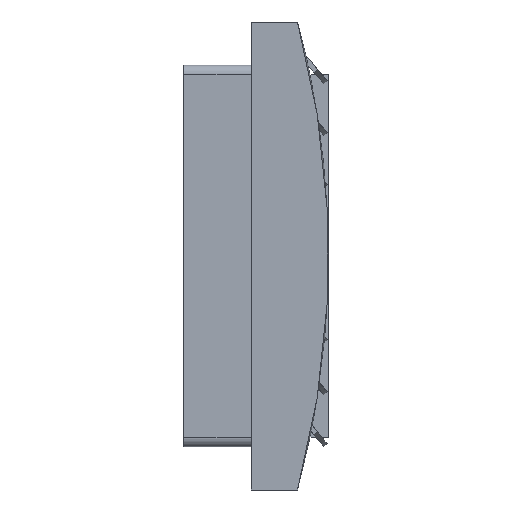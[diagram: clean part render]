
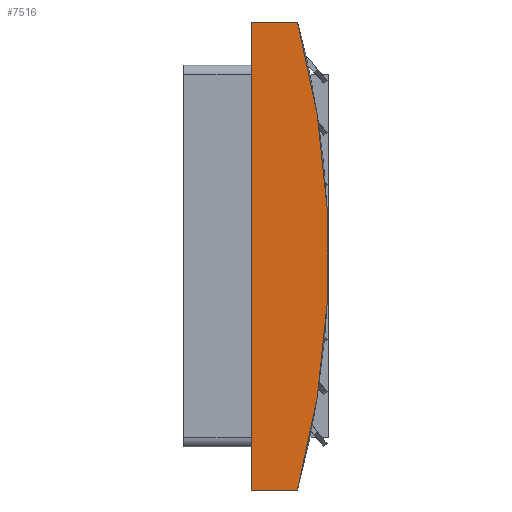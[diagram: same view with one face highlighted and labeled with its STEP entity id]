
A CAD part, left-side view. The second image highlights one B-rep face of the part: STEP entity #7516.
In plain terms, the highlighted planar face has unit normal (-1, 0, 0).
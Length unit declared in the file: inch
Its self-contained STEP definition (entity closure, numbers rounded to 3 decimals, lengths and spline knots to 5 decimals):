
#705 = ORIENTED_EDGE ( 'NONE', *, *, #1196, .F. ) ;
#989 = VECTOR ( 'NONE', #3739, 39.37008 ) ;
#1196 = EDGE_CURVE ( 'NONE', #11156, #2366, #8509, .T. ) ;
#1373 = CIRCLE ( 'NONE', #2825, 11.56693 ) ;
#1713 = CARTESIAN_POINT ( 'NONE',  ( -2.99213, -0.59055, 2.99213 ) ) ;
#2085 = DIRECTION ( 'NONE',  ( 0., 1., 0. ) ) ;
#2366 = VERTEX_POINT ( 'NONE', #3815 ) ;
#2825 = AXIS2_PLACEMENT_3D ( 'NONE', #8474, #4216, #7689 ) ;
#3738 = PLANE ( 'NONE',  #10702 ) ;
#3739 = DIRECTION ( 'NONE',  ( 0., 0., -1. ) ) ;
#3815 = CARTESIAN_POINT ( 'NONE',  ( -2.99213, 0., -2.99213 ) ) ;
#4216 = DIRECTION ( 'NONE',  ( -1., 0., 0. ) ) ;
#4808 = EDGE_LOOP ( 'NONE', ( #705, #9736, #9960, #10813 ) ) ;
#4859 = CARTESIAN_POINT ( 'NONE',  ( -2.99213, 0., -2.99213 ) ) ;
#5159 = DIRECTION ( 'NONE',  ( 0., 1., 0. ) ) ;
#5689 = FACE_OUTER_BOUND ( 'NONE', #4808, .T. ) ;
#5997 = VERTEX_POINT ( 'NONE', #10125 ) ;
#6002 = CARTESIAN_POINT ( 'NONE',  ( -2.99213, 0., 2.99213 ) ) ;
#6722 = EDGE_CURVE ( 'NONE', #7089, #5997, #11199, .T. ) ;
#6834 = LINE ( 'NONE', #10696, #989 ) ;
#7089 = VERTEX_POINT ( 'NONE', #1713 ) ;
#7261 = DIRECTION ( 'NONE',  ( 0., -1., 0. ) ) ;
#7516 = ADVANCED_FACE ( 'NONE', ( #5689 ), #3738, .T. ) ;
#7689 = DIRECTION ( 'NONE',  ( 0., 0., -1. ) ) ;
#8186 = DIRECTION ( 'NONE',  ( -1., 0., 0. ) ) ;
#8474 = CARTESIAN_POINT ( 'NONE',  ( -2.99213, 10.58268, 0. ) ) ;
#8509 = LINE ( 'NONE', #4859, #10819 ) ;
#9575 = VECTOR ( 'NONE', #5159, 39.37008 ) ;
#9636 = CARTESIAN_POINT ( 'NONE',  ( -2.99213, 0., -2.99213 ) ) ;
#9736 = ORIENTED_EDGE ( 'NONE', *, *, #11140, .T. ) ;
#9960 = ORIENTED_EDGE ( 'NONE', *, *, #6722, .T. ) ;
#10125 = CARTESIAN_POINT ( 'NONE',  ( -2.99213, 0., 2.99213 ) ) ;
#10252 = EDGE_CURVE ( 'NONE', #5997, #2366, #6834, .T. ) ;
#10337 = CARTESIAN_POINT ( 'NONE',  ( -2.99213, -0.59055, -2.99213 ) ) ;
#10696 = CARTESIAN_POINT ( 'NONE',  ( -2.99213, 0., 0. ) ) ;
#10702 = AXIS2_PLACEMENT_3D ( 'NONE', #9636, #8186, #7261 ) ;
#10813 = ORIENTED_EDGE ( 'NONE', *, *, #10252, .T. ) ;
#10819 = VECTOR ( 'NONE', #2085, 39.37008 ) ;
#11140 = EDGE_CURVE ( 'NONE', #11156, #7089, #1373, .T. ) ;
#11156 = VERTEX_POINT ( 'NONE', #10337 ) ;
#11199 = LINE ( 'NONE', #6002, #9575 ) ;
